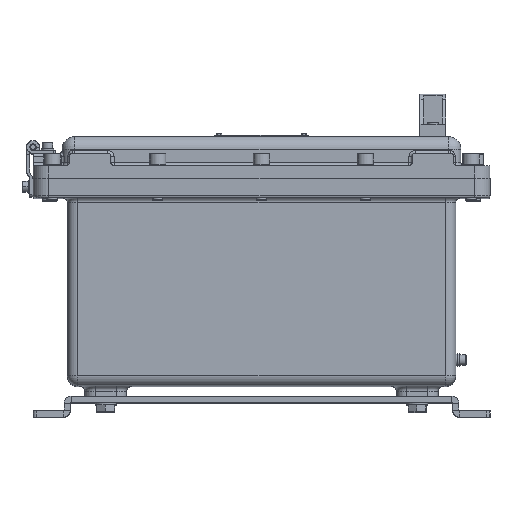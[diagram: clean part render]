
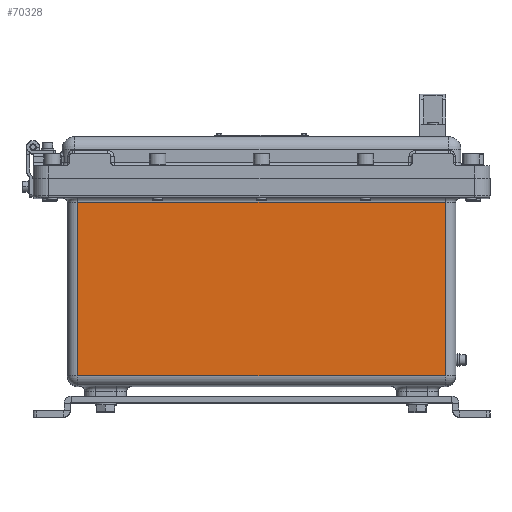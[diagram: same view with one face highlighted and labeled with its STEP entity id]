
A CAD part, top view. The second image highlights one B-rep face of the part: STEP entity #70328.
In plain terms, the highlighted planar face has unit normal (0, 0, 1).
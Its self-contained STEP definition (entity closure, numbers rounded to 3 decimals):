
#4766 = AXIS2_PLACEMENT_3D ( 'NONE', #23475, #36294, #54909 ) ;
#5397 = EDGE_CURVE ( 'NONE', #74465, #15823, #31242, .T. ) ;
#7562 = DIRECTION ( 'NONE',  ( -1., 0., 0. ) ) ;
#8239 = ORIENTED_EDGE ( 'NONE', *, *, #5397, .T. ) ;
#10125 = VERTEX_POINT ( 'NONE', #33192 ) ;
#13781 = CARTESIAN_POINT ( 'NONE',  ( -177., 177., 212. ) ) ;
#15823 = VERTEX_POINT ( 'NONE', #13781 ) ;
#21434 = EDGE_CURVE ( 'NONE', #10125, #74465, #26538, .T. ) ;
#23475 = CARTESIAN_POINT ( 'NONE',  ( -187., 500000., 212. ) ) ;
#26538 = LINE ( 'NONE', #35048, #55899 ) ;
#27855 = FACE_OUTER_BOUND ( 'NONE', #68183, .T. ) ;
#31242 = LINE ( 'NONE', #32081, #47064 ) ;
#32081 = CARTESIAN_POINT ( 'NONE',  ( -187., 177., 212. ) ) ;
#33192 = CARTESIAN_POINT ( 'NONE',  ( 177., 10., 212. ) ) ;
#35048 = CARTESIAN_POINT ( 'NONE',  ( 177., 500000., 212. ) ) ;
#36294 = DIRECTION ( 'NONE',  ( 0., 0., 1. ) ) ;
#40136 = LINE ( 'NONE', #69649, #63585 ) ;
#40522 = VERTEX_POINT ( 'NONE', #57100 ) ;
#47062 = LINE ( 'NONE', #72958, #76319 ) ;
#47064 = VECTOR ( 'NONE', #7562, 1000. ) ;
#51117 = EDGE_CURVE ( 'NONE', #40522, #10125, #47062, .T. ) ;
#54909 = DIRECTION ( 'NONE',  ( 1., 0., 0. ) ) ;
#55899 = VECTOR ( 'NONE', #78468, 1000. ) ;
#57100 = CARTESIAN_POINT ( 'NONE',  ( -177., 10., 212. ) ) ;
#57745 = CARTESIAN_POINT ( 'NONE',  ( 177., 177., 212. ) ) ;
#58197 = DIRECTION ( 'NONE',  ( 0., -1., 0. ) ) ;
#60633 = PLANE ( 'NONE',  #4766 ) ;
#60767 = ORIENTED_EDGE ( 'NONE', *, *, #51117, .T. ) ;
#63483 = ORIENTED_EDGE ( 'NONE', *, *, #21434, .T. ) ;
#63585 = VECTOR ( 'NONE', #58197, 1000. ) ;
#68183 = EDGE_LOOP ( 'NONE', ( #63483, #8239, #68809, #60767 ) ) ;
#68809 = ORIENTED_EDGE ( 'NONE', *, *, #75686, .T. ) ;
#69649 = CARTESIAN_POINT ( 'NONE',  ( -177., 500000., 212. ) ) ;
#70328 = ADVANCED_FACE ( 'NONE', ( #27855 ), #60633, .T. ) ;
#72958 = CARTESIAN_POINT ( 'NONE',  ( 177., 10., 212. ) ) ;
#73240 = DIRECTION ( 'NONE',  ( 1., 0., 0. ) ) ;
#74465 = VERTEX_POINT ( 'NONE', #57745 ) ;
#75686 = EDGE_CURVE ( 'NONE', #15823, #40522, #40136, .T. ) ;
#76319 = VECTOR ( 'NONE', #73240, 1000. ) ;
#78468 = DIRECTION ( 'NONE',  ( 0., 1., 0. ) ) ;
